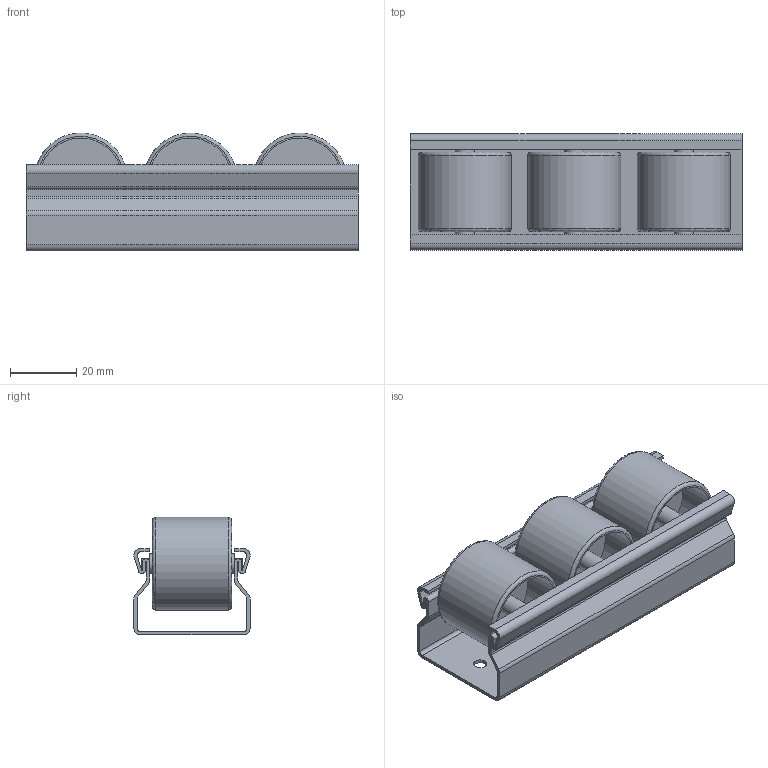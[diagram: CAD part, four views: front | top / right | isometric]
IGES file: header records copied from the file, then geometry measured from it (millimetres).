
Global section: file name: 700460ESD.stp.ipt; native system: Autodesk Inventor 2014; preprocessor: unknown; author: zeman; date: 20151020.100144; units: millimetre
Bounding box: 100 x 35 x 35.5 mm (x, y, z)
Volume: 23007.9 mm3; surface area: 40249.2 mm2
Topology: 7 solids, 7 shells, 156 faces, 429 edges, 296 vertices
Faces by surface type: plane 66, revolution 60, cylinder 30
Full cylindrical faces by diameter (mm): 2.8 x3, 5.8 x6, 28 x3
